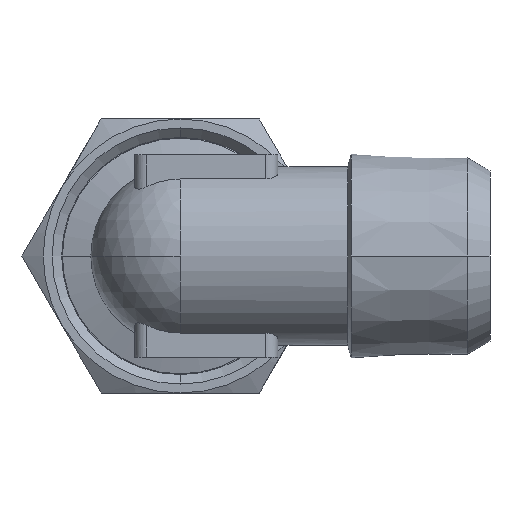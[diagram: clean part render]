
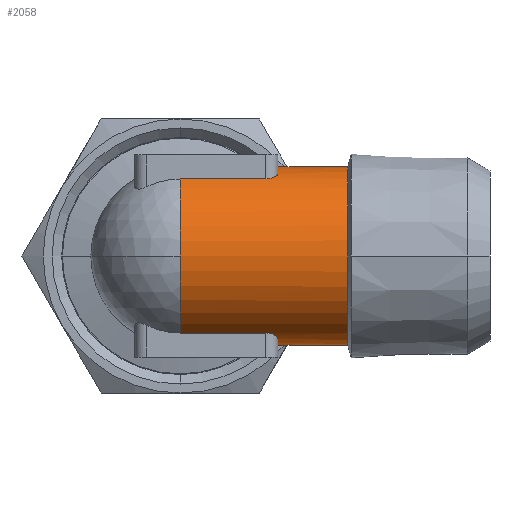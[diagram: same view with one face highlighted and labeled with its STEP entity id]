
A CAD part, left-side view. The second image highlights one B-rep face of the part: STEP entity #2058.
In plain terms, the highlighted cylindrical face has radius 7.5 mm (diameter 15 mm), a partial arc.
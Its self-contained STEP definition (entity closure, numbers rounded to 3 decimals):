
#44 = EDGE_LOOP ( 'NONE', ( #1161, #1162, #1163, #1164, #1165, #1166, #1167, #1168, #1169, #1170, #1171 ) ) ;
#176 = EDGE_CURVE ( 'NONE', #767, #530, #1763, .T. ) ;
#177 = EDGE_CURVE ( 'NONE', #777, #767, #955, .T. ) ;
#178 = EDGE_CURVE ( 'NONE', #538, #777, #1764, .T. ) ;
#179 = EDGE_CURVE ( 'NONE', #769, #544, #1766, .T. ) ;
#180 = EDGE_CURVE ( 'NONE', #770, #769, #1767, .T. ) ;
#181 = EDGE_CURVE ( 'NONE', #776, #770, #954, .T. ) ;
#182 = EDGE_CURVE ( 'NONE', #529, #776, #1765, .T. ) ;
#184 = EDGE_CURVE ( 'NONE', #522, #523, #1770, .T. ) ;
#206 = EDGE_CURVE ( 'NONE', #530, #523, #1798, .T. ) ;
#208 = EDGE_CURVE ( 'NONE', #529, #522, #1800, .T. ) ;
#224 = EDGE_CURVE ( 'NONE', #544, #538, #1818, .T. ) ;
#294 = AXIS2_PLACEMENT_3D ( 'NONE', #2123, #2124, #2125 ) ;
#295 = AXIS2_PLACEMENT_3D ( 'NONE', #2138, #2139, #2140 ) ;
#296 = AXIS2_PLACEMENT_3D ( 'NONE', #2150, #2151, #2152 ) ;
#298 = AXIS2_PLACEMENT_3D ( 'NONE', #2156, #2157, #2158 ) ;
#326 = DIRECTION ( 'NONE',  ( 0., 0., -1. ) ) ;
#327 = CARTESIAN_POINT ( 'NONE',  ( 0., 0., 0. ) ) ;
#328 = DIRECTION ( 'NONE',  ( 0., -1., 0. ) ) ;
#522 = VERTEX_POINT ( 'NONE', #2340 ) ;
#523 = VERTEX_POINT ( 'NONE', #2314 ) ;
#529 = VERTEX_POINT ( 'NONE', #2327 ) ;
#530 = VERTEX_POINT ( 'NONE', #2346 ) ;
#538 = VERTEX_POINT ( 'NONE', #2353 ) ;
#544 = VERTEX_POINT ( 'NONE', #2359 ) ;
#767 = VERTEX_POINT ( 'NONE', #1949 ) ;
#769 = VERTEX_POINT ( 'NONE', #1951 ) ;
#770 = VERTEX_POINT ( 'NONE', #1952 ) ;
#776 = VERTEX_POINT ( 'NONE', #1958 ) ;
#777 = VERTEX_POINT ( 'NONE', #1959 ) ;
#845 = AXIS2_PLACEMENT_3D ( 'NONE', #1035, #1036, #1037 ) ;
#896 = AXIS2_PLACEMENT_3D ( 'NONE', #327, #328, #326 ) ;
#954 = B_SPLINE_CURVE_WITH_KNOTS ( 'NONE', 3,
 ( #2142, #2136, #2137, #2143, #2144, #2145, #2146, #2147, #2148, #2149 ),
 .UNSPECIFIED., .F., .F.,
 ( 4, 2, 2, 2, 4 ),
 ( 0.005, 0.005, 0.006, 0.006, 0.007 ),
 .UNSPECIFIED. ) ;
#955 = B_SPLINE_CURVE_WITH_KNOTS ( 'NONE', 3,
 ( #2126, #2121, #2120, #2127, #2128, #2129, #2130, #2131, #2132, #2133 ),
 .UNSPECIFIED., .F., .F.,
 ( 4, 2, 2, 2, 4 ),
 ( 0., 0., 0.001, 0.001, 0.002 ),
 .UNSPECIFIED. ) ;
#1035 = CARTESIAN_POINT ( 'NONE',  ( 0., 30.5, 0. ) ) ;
#1036 = DIRECTION ( 'NONE',  ( 0., -1., 0. ) ) ;
#1037 = DIRECTION ( 'NONE',  ( 0., 0., -1. ) ) ;
#1161 = ORIENTED_EDGE ( 'NONE', *, *, #208, .F. ) ;
#1162 = ORIENTED_EDGE ( 'NONE', *, *, #182, .T. ) ;
#1163 = ORIENTED_EDGE ( 'NONE', *, *, #181, .T. ) ;
#1164 = ORIENTED_EDGE ( 'NONE', *, *, #180, .T. ) ;
#1165 = ORIENTED_EDGE ( 'NONE', *, *, #179, .T. ) ;
#1166 = ORIENTED_EDGE ( 'NONE', *, *, #224, .T. ) ;
#1167 = ORIENTED_EDGE ( 'NONE', *, *, #178, .T. ) ;
#1168 = ORIENTED_EDGE ( 'NONE', *, *, #177, .T. ) ;
#1169 = ORIENTED_EDGE ( 'NONE', *, *, #176, .T. ) ;
#1170 = ORIENTED_EDGE ( 'NONE', *, *, #206, .T. ) ;
#1171 = ORIENTED_EDGE ( 'NONE', *, *, #184, .F. ) ;
#1446 = FACE_OUTER_BOUND ( 'NONE', #44, .T. ) ;
#1467 = CYLINDRICAL_SURFACE ( 'NONE', #896, 7.5 ) ;
#1755 = VECTOR ( 'NONE', #2135, 1000. ) ;
#1763 = CIRCLE ( 'NONE', #294, 7.5 ) ;
#1764 = LINE ( 'NONE', #2134, #1755 ) ;
#1765 = CIRCLE ( 'NONE', #296, 7.5 ) ;
#1766 = CIRCLE ( 'NONE', #295, 7.5 ) ;
#1767 = LINE ( 'NONE', #2122, #1769 ) ;
#1769 = VECTOR ( 'NONE', #2141, 1000. ) ;
#1770 = CIRCLE ( 'NONE', #298, 7.5 ) ;
#1798 = LINE ( 'NONE', #2216, #1799 ) ;
#1799 = VECTOR ( 'NONE', #2218, 1000. ) ;
#1800 = LINE ( 'NONE', #2226, #1802 ) ;
#1802 = VECTOR ( 'NONE', #2227, 1000. ) ;
#1818 = CIRCLE ( 'NONE', #845, 7.5 ) ;
#1949 = CARTESIAN_POINT ( 'NONE',  ( -2.805, 22.305, -6.956 ) ) ;
#1951 = CARTESIAN_POINT ( 'NONE',  ( -3.805, 30.5, 6.463 ) ) ;
#1952 = CARTESIAN_POINT ( 'NONE',  ( -3.805, 23.305, 6.463 ) ) ;
#1958 = CARTESIAN_POINT ( 'NONE',  ( -2.805, 22.305, 6.956 ) ) ;
#1959 = CARTESIAN_POINT ( 'NONE',  ( -3.805, 23.305, -6.463 ) ) ;
#2058 = ADVANCED_FACE ( 'NONE', ( #1446 ), #1467, .T. ) ;
#2120 = CARTESIAN_POINT ( 'NONE',  ( -3.775, 23.029, -6.481 ) ) ;
#2121 = CARTESIAN_POINT ( 'NONE',  ( -3.805, 23.165, -6.463 ) ) ;
#2122 = CARTESIAN_POINT ( 'NONE',  ( -3.805, 0., 6.463 ) ) ;
#2123 = CARTESIAN_POINT ( 'NONE',  ( 0., 22.305, 0. ) ) ;
#2124 = DIRECTION ( 'NONE',  ( 0., -1., 0. ) ) ;
#2125 = DIRECTION ( 'NONE',  ( 0., 0., 1. ) ) ;
#2126 = CARTESIAN_POINT ( 'NONE',  ( -3.805, 23.305, -6.463 ) ) ;
#2127 = CARTESIAN_POINT ( 'NONE',  ( -3.668, 22.782, -6.542 ) ) ;
#2128 = CARTESIAN_POINT ( 'NONE',  ( -3.59, 22.672, -6.586 ) ) ;
#2129 = CARTESIAN_POINT ( 'NONE',  ( -3.404, 22.494, -6.684 ) ) ;
#2130 = CARTESIAN_POINT ( 'NONE',  ( -3.295, 22.424, -6.739 ) ) ;
#2131 = CARTESIAN_POINT ( 'NONE',  ( -3.059, 22.33, -6.849 ) ) ;
#2132 = CARTESIAN_POINT ( 'NONE',  ( -2.934, 22.305, -6.904 ) ) ;
#2133 = CARTESIAN_POINT ( 'NONE',  ( -2.805, 22.305, -6.956 ) ) ;
#2134 = CARTESIAN_POINT ( 'NONE',  ( -3.805, 0., -6.463 ) ) ;
#2135 = DIRECTION ( 'NONE',  ( 0., -1., 0. ) ) ;
#2136 = CARTESIAN_POINT ( 'NONE',  ( -2.933, 22.305, 6.904 ) ) ;
#2137 = CARTESIAN_POINT ( 'NONE',  ( -3.06, 22.33, 6.849 ) ) ;
#2138 = CARTESIAN_POINT ( 'NONE',  ( 0., 30.5, 0. ) ) ;
#2139 = DIRECTION ( 'NONE',  ( 0., -1., 0. ) ) ;
#2140 = DIRECTION ( 'NONE',  ( 0., 0., -1. ) ) ;
#2141 = DIRECTION ( 'NONE',  ( 0., 1., 0. ) ) ;
#2142 = CARTESIAN_POINT ( 'NONE',  ( -2.805, 22.305, 6.956 ) ) ;
#2143 = CARTESIAN_POINT ( 'NONE',  ( -3.295, 22.424, 6.739 ) ) ;
#2144 = CARTESIAN_POINT ( 'NONE',  ( -3.404, 22.494, 6.684 ) ) ;
#2145 = CARTESIAN_POINT ( 'NONE',  ( -3.59, 22.672, 6.586 ) ) ;
#2146 = CARTESIAN_POINT ( 'NONE',  ( -3.668, 22.782, 6.542 ) ) ;
#2147 = CARTESIAN_POINT ( 'NONE',  ( -3.775, 23.027, 6.481 ) ) ;
#2148 = CARTESIAN_POINT ( 'NONE',  ( -3.805, 23.165, 6.463 ) ) ;
#2149 = CARTESIAN_POINT ( 'NONE',  ( -3.805, 23.305, 6.463 ) ) ;
#2150 = CARTESIAN_POINT ( 'NONE',  ( 0., 22.305, 0. ) ) ;
#2151 = DIRECTION ( 'NONE',  ( 0., -1., 0. ) ) ;
#2152 = DIRECTION ( 'NONE',  ( 0., 0., 1. ) ) ;
#2156 = CARTESIAN_POINT ( 'NONE',  ( 0., 16.438, 0. ) ) ;
#2157 = DIRECTION ( 'NONE',  ( 0., -1., 0. ) ) ;
#2158 = DIRECTION ( 'NONE',  ( 0., 0., -1. ) ) ;
#2216 = CARTESIAN_POINT ( 'NONE',  ( 0., 0., -7.5 ) ) ;
#2218 = DIRECTION ( 'NONE',  ( 0., -1., 0. ) ) ;
#2226 = CARTESIAN_POINT ( 'NONE',  ( 0., 0., 7.5 ) ) ;
#2227 = DIRECTION ( 'NONE',  ( 0., -1., 0. ) ) ;
#2314 = CARTESIAN_POINT ( 'NONE',  ( 0., 16.438, -7.5 ) ) ;
#2327 = CARTESIAN_POINT ( 'NONE',  ( 0., 22.305, 7.5 ) ) ;
#2340 = CARTESIAN_POINT ( 'NONE',  ( 0., 16.438, 7.5 ) ) ;
#2346 = CARTESIAN_POINT ( 'NONE',  ( 0., 22.305, -7.5 ) ) ;
#2353 = CARTESIAN_POINT ( 'NONE',  ( -3.805, 30.5, -6.463 ) ) ;
#2359 = CARTESIAN_POINT ( 'NONE',  ( -7.5, 30.5, 0. ) ) ;
